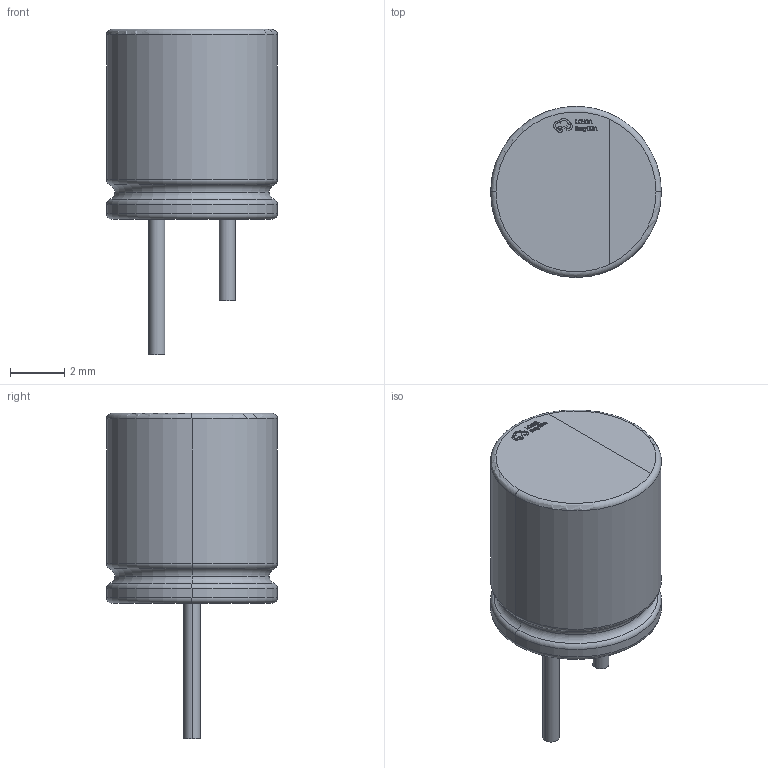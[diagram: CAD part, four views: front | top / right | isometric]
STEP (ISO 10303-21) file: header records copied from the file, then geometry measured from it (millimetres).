
FILE_DESCRIPTION (( 'STEP AP214' ), '1' );
FILE_NAME ('CAP-TH_BD6.3-P2.60-D0.6-FD-1.STEP', '2023-04-06T09:45:46', ( '' ), ( '' ), 'SwSTEP 2.0', 'SolidWorks 2020', '' );
FILE_SCHEMA (( 'AUTOMOTIVE_DESIGN' ));
Length unit declared in the file: millimetre
Products named in the file (1): CAP-TH_BD6.3-P2.60-D0.6-FD-1
Bounding box: 6.3 x 6.3 x 12.01 mm (x, y, z)
Volume: 217.3 mm3; surface area: 216.3 mm2
Topology: 1 solids, 1 shells, 249 faces, 664 edges, 438 vertices
Faces by surface type: plane 131, bspline 98, torus 12, cylinder 8
Entity records: 10991 total; most frequent: CARTESIAN_POINT 2658, ORIENTED_EDGE 1328, DIRECTION 808, EDGE_CURVE 664, VERTEX_POINT 438, LINE 424, VECTOR 424, EDGE_LOOP 270
